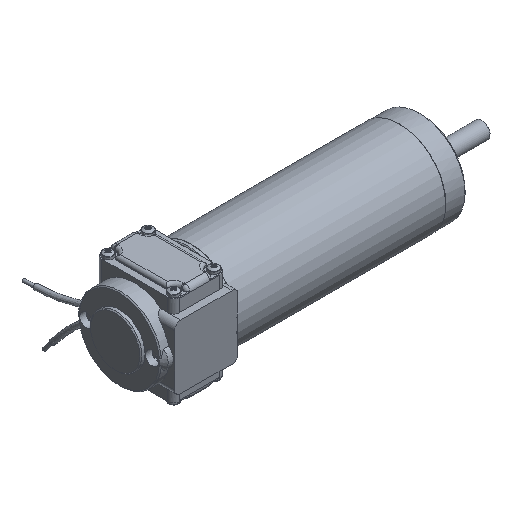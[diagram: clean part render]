
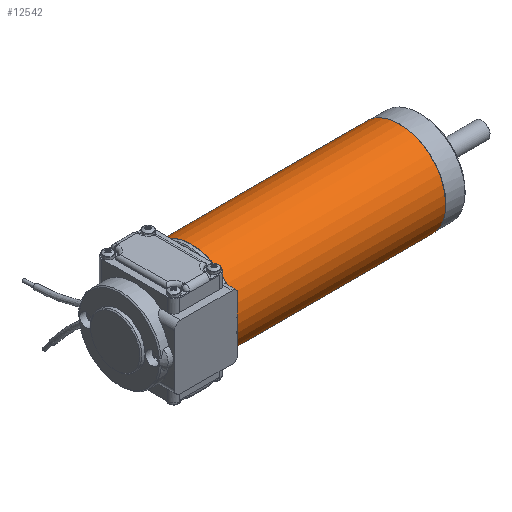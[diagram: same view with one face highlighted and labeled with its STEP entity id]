
A CAD part, isometric view. The second image highlights one B-rep face of the part: STEP entity #12542.
In plain terms, the highlighted cylindrical face has radius 22.5 mm (diameter 45 mm), a full revolution.
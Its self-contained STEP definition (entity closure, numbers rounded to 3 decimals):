
#527 = CIRCLE ( 'NONE', #8151, 22.5 ) ;
#2658 = CIRCLE ( 'NONE', #4399, 22.5 ) ;
#3158 = DIRECTION ( 'NONE',  ( 0., 0., 1. ) ) ;
#3175 = DIRECTION ( 'NONE',  ( 1., 0., 0. ) ) ;
#3189 = CARTESIAN_POINT ( 'NONE',  ( -0.5, 0., 0. ) ) ;
#3222 = CYLINDRICAL_SURFACE ( 'NONE', #5234, 22.5 ) ;
#3239 = FACE_OUTER_BOUND ( 'NONE', #11846, .T. ) ;
#3254 = FACE_OUTER_BOUND ( 'NONE', #8965, .T. ) ;
#4399 = AXIS2_PLACEMENT_3D ( 'NONE', #11226, #11210, #11169 ) ;
#5234 = AXIS2_PLACEMENT_3D ( 'NONE', #3189, #3175, #3158 ) ;
#6360 = DIRECTION ( 'NONE',  ( 0., 0., 1. ) ) ;
#6379 = DIRECTION ( 'NONE',  ( 1., 0., 0. ) ) ;
#6411 = CARTESIAN_POINT ( 'NONE',  ( -0.499, 0., 0. ) ) ;
#7944 = CARTESIAN_POINT ( 'NONE',  ( -0.499, 0., 22.5 ) ) ;
#7957 = VERTEX_POINT ( 'NONE', #7944 ) ;
#8103 = ORIENTED_EDGE ( 'NONE', *, *, #11417, .F. ) ;
#8151 = AXIS2_PLACEMENT_3D ( 'NONE', #6411, #6379, #6360 ) ;
#8212 = CARTESIAN_POINT ( 'NONE',  ( 101., 0., 22.5 ) ) ;
#8229 = VERTEX_POINT ( 'NONE', #8212 ) ;
#8354 = ORIENTED_EDGE ( 'NONE', *, *, #12396, .T. ) ;
#8965 = EDGE_LOOP ( 'NONE', ( #8103 ) ) ;
#11169 = DIRECTION ( 'NONE',  ( 0., 0., 1. ) ) ;
#11210 = DIRECTION ( 'NONE',  ( 1., 0., 0. ) ) ;
#11226 = CARTESIAN_POINT ( 'NONE',  ( 101., 0., 0. ) ) ;
#11417 = EDGE_CURVE ( 'NONE', #8229, #8229, #2658, .T. ) ;
#11846 = EDGE_LOOP ( 'NONE', ( #8354 ) ) ;
#12396 = EDGE_CURVE ( 'NONE', #7957, #7957, #527, .T. ) ;
#12542 = ADVANCED_FACE ( 'Defeature ausgef�hrt1_35', ( #3254, #3239 ), #3222, .T. ) ;
